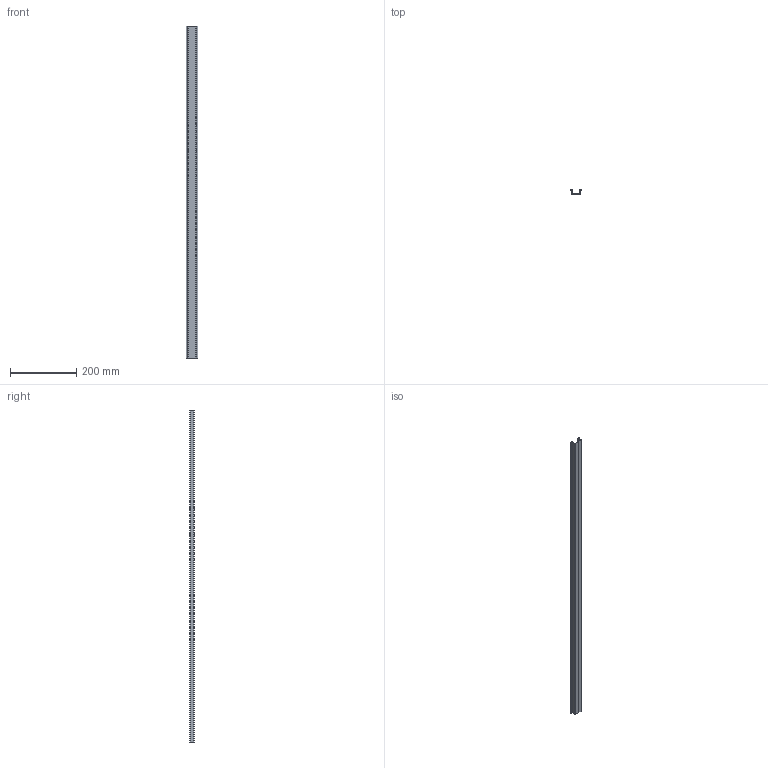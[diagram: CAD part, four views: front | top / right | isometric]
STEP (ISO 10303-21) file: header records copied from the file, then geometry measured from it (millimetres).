
FILE_DESCRIPTION (( 'STEP AP203' ), '1' );
FILE_NAME ('DN-R35HS_Default.step', '2025-05-07T16:38:07', ( 'Windows User' ), ( 'AUTOMATION DIRECT' ), 'SwSTEP 2.0', 'SolidWorks 2024', '' );
FILE_SCHEMA (( 'CONFIG_CONTROL_DESIGN' ));
Length unit declared in the file: millimetre
Products named in the file (1): DN-R35HS_Default
Bounding box: 35 x 15 x 1000 mm (x, y, z)
Volume: 88291.7 mm3; surface area: 122079.1 mm2
Topology: 1 solids, 1 shells, 27 faces, 75 edges, 50 vertices
Faces by surface type: plane 19, cylinder 8
Entity records: 942 total; most frequent: CARTESIAN_POINT 153, ORIENTED_EDGE 150, DIRECTION 147, EDGE_CURVE 75, LINE 59, VECTOR 59, VERTEX_POINT 50, AXIS2_PLACEMENT_3D 44
